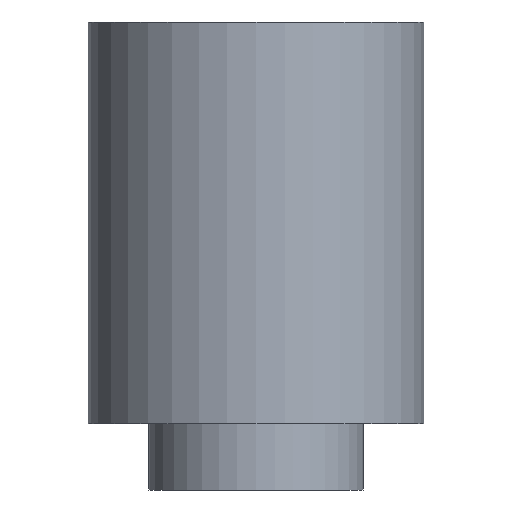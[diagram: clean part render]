
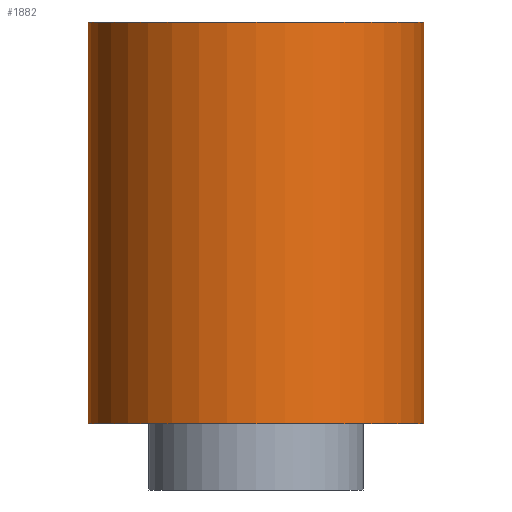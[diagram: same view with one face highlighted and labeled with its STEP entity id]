
A CAD part, front view. The second image highlights one B-rep face of the part: STEP entity #1882.
In plain terms, the highlighted cylindrical face has radius 25.019 mm (diameter 50.038 mm), a partial arc.
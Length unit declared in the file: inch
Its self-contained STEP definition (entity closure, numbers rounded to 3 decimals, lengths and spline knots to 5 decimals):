
#3 = CIRCLE ( 'NONE', #873, 0.985 ) ;
#5 = CARTESIAN_POINT ( 'NONE',  ( -0.985, 0., -2.36 ) ) ;
#52 = EDGE_CURVE ( 'NONE', #730, #1912, #1965, .T. ) ;
#83 = DIRECTION ( 'NONE',  ( 0., 0., 1. ) ) ;
#118 = CARTESIAN_POINT ( 'NONE',  ( 0.985, 0., -2.36 ) ) ;
#287 = AXIS2_PLACEMENT_3D ( 'NONE', #1435, #1087, #1420 ) ;
#290 = VERTEX_POINT ( 'NONE', #1767 ) ;
#333 = DIRECTION ( 'NONE',  ( 0., 0., 1. ) ) ;
#427 = CYLINDRICAL_SURFACE ( 'NONE', #287, 0.985 ) ;
#462 = FACE_OUTER_BOUND ( 'NONE', #1919, .T. ) ;
#486 = DIRECTION ( 'NONE',  ( 1., 0., 0. ) ) ;
#516 = ORIENTED_EDGE ( 'NONE', *, *, #1038, .T. ) ;
#544 = DIRECTION ( 'NONE',  ( 0., 0., 1. ) ) ;
#590 = DIRECTION ( 'NONE',  ( 0., 0., 1. ) ) ;
#604 = EDGE_CURVE ( 'NONE', #1912, #290, #3, .T. ) ;
#702 = ORIENTED_EDGE ( 'NONE', *, *, #52, .F. ) ;
#730 = VERTEX_POINT ( 'NONE', #5 ) ;
#768 = LINE ( 'NONE', #1574, #1314 ) ;
#873 = AXIS2_PLACEMENT_3D ( 'NONE', #1424, #544, #486 ) ;
#874 = CARTESIAN_POINT ( 'NONE',  ( -0.985, 0., 0. ) ) ;
#1003 = CARTESIAN_POINT ( 'NONE',  ( 0., 0., -2.36 ) ) ;
#1038 = EDGE_CURVE ( 'NONE', #730, #1793, #1060, .T. ) ;
#1060 = CIRCLE ( 'NONE', #1861, 0.985 ) ;
#1083 = ORIENTED_EDGE ( 'NONE', *, *, #604, .F. ) ;
#1087 = DIRECTION ( 'NONE',  ( 0., 0., 1. ) ) ;
#1097 = VECTOR ( 'NONE', #333, 39.37008 ) ;
#1109 = EDGE_CURVE ( 'NONE', #1793, #290, #768, .T. ) ;
#1147 = ORIENTED_EDGE ( 'NONE', *, *, #1109, .T. ) ;
#1272 = DIRECTION ( 'NONE',  ( 1., 0., 0. ) ) ;
#1314 = VECTOR ( 'NONE', #590, 39.37008 ) ;
#1420 = DIRECTION ( 'NONE',  ( 1., 0., 0. ) ) ;
#1424 = CARTESIAN_POINT ( 'NONE',  ( 0., 0., 0. ) ) ;
#1435 = CARTESIAN_POINT ( 'NONE',  ( 0., 0., 0. ) ) ;
#1574 = CARTESIAN_POINT ( 'NONE',  ( 0.985, 0., 0. ) ) ;
#1691 = CARTESIAN_POINT ( 'NONE',  ( -0.985, 0., 0. ) ) ;
#1767 = CARTESIAN_POINT ( 'NONE',  ( 0.985, 0., 0. ) ) ;
#1793 = VERTEX_POINT ( 'NONE', #118 ) ;
#1861 = AXIS2_PLACEMENT_3D ( 'NONE', #1003, #83, #1272 ) ;
#1882 = ADVANCED_FACE ( 'NONE', ( #462 ), #427, .T. ) ;
#1912 = VERTEX_POINT ( 'NONE', #1691 ) ;
#1919 = EDGE_LOOP ( 'NONE', ( #702, #516, #1147, #1083 ) ) ;
#1965 = LINE ( 'NONE', #874, #1097 ) ;
